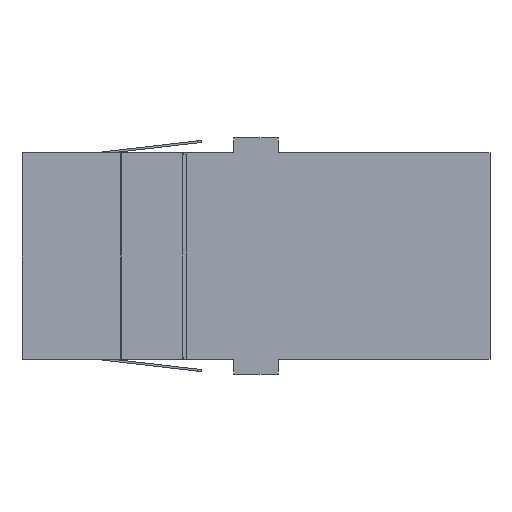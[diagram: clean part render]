
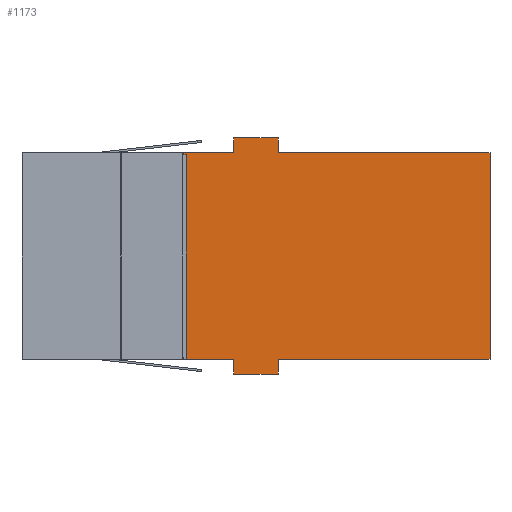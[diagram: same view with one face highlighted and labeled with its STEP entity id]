
A CAD part, front view. The second image highlights one B-rep face of the part: STEP entity #1173.
In plain terms, the highlighted planar face has unit normal (0, -1, 0).
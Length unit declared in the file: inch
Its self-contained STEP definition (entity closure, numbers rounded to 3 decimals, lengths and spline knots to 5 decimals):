
#279 = VERTEX_POINT ( 'NONE', #3510 ) ;
#290 = ORIENTED_EDGE ( 'NONE', *, *, #518, .T. ) ;
#300 = ORIENTED_EDGE ( 'NONE', *, *, #343, .F. ) ;
#328 = EDGE_CURVE ( 'NONE', #279, #1265, #3577, .T. ) ;
#343 = EDGE_CURVE ( 'NONE', #1157, #459, #3610, .T. ) ;
#459 = VERTEX_POINT ( 'NONE', #3788 ) ;
#518 = EDGE_CURVE ( 'NONE', #279, #459, #3878, .T. ) ;
#928 = ORIENTED_EDGE ( 'NONE', *, *, #7908, .F. ) ;
#1130 = ORIENTED_EDGE ( 'NONE', *, *, #1254, .T. ) ;
#1134 = VERTEX_POINT ( 'NONE', #4947 ) ;
#1157 = VERTEX_POINT ( 'NONE', #4950 ) ;
#1160 = EDGE_CURVE ( 'NONE', #7902, #1134, #4995, .T. ) ;
#1164 = EDGE_LOOP ( 'NONE', ( #1188, #1172, #928, #7899, #1291, #1243, #1260, #1279, #1130, #1336, #1301, #1216, #290, #300 ) ) ;
#1172 = ORIENTED_EDGE ( 'NONE', *, *, #1160, .F. ) ;
#1173 = ADVANCED_FACE ( 'NONE', ( #4996 ), #4970, .F. ) ;
#1188 = ORIENTED_EDGE ( 'NONE', *, *, #1190, .T. ) ;
#1190 = EDGE_CURVE ( 'NONE', #1157, #1134, #4976, .T. ) ;
#1212 = VERTEX_POINT ( 'NONE', #5051 ) ;
#1216 = ORIENTED_EDGE ( 'NONE', *, *, #328, .F. ) ;
#1224 = EDGE_CURVE ( 'NONE', #1212, #1284, #5036, .T. ) ;
#1230 = EDGE_CURVE ( 'NONE', #1275, #1212, #5079, .T. ) ;
#1233 = EDGE_CURVE ( 'NONE', #1284, #1274, #5085, .T. ) ;
#1243 = ORIENTED_EDGE ( 'NONE', *, *, #1233, .F. ) ;
#1254 = EDGE_CURVE ( 'NONE', #1275, #1293, #5100, .T. ) ;
#1255 = EDGE_CURVE ( 'NONE', #1277, #7903, #5093, .T. ) ;
#1260 = ORIENTED_EDGE ( 'NONE', *, *, #1224, .F. ) ;
#1265 = VERTEX_POINT ( 'NONE', #5148 ) ;
#1274 = VERTEX_POINT ( 'NONE', #5132 ) ;
#1275 = VERTEX_POINT ( 'NONE', #5131 ) ;
#1277 = VERTEX_POINT ( 'NONE', #5144 ) ;
#1279 = ORIENTED_EDGE ( 'NONE', *, *, #1230, .F. ) ;
#1284 = VERTEX_POINT ( 'NONE', #5145 ) ;
#1289 = EDGE_CURVE ( 'NONE', #1274, #1277, #5179, .T. ) ;
#1291 = ORIENTED_EDGE ( 'NONE', *, *, #1289, .F. ) ;
#1293 = VERTEX_POINT ( 'NONE', #5123 ) ;
#1301 = ORIENTED_EDGE ( 'NONE', *, *, #1302, .F. ) ;
#1302 = EDGE_CURVE ( 'NONE', #1265, #1364, #5173, .T. ) ;
#1336 = ORIENTED_EDGE ( 'NONE', *, *, #1362, .F. ) ;
#1362 = EDGE_CURVE ( 'NONE', #1364, #1293, #5160, .T. ) ;
#1364 = VERTEX_POINT ( 'NONE', #5195 ) ;
#2550 = CARTESIAN_POINT ( 'NONE',  ( -0.0552, -0.18307, -0.254 ) ) ;
#2575 = CARTESIAN_POINT ( 'NONE',  ( -0.1708, -0.18307, -0.254 ) ) ;
#2600 = DIRECTION ( 'NONE',  ( -1., 0., 0. ) ) ;
#2601 = VECTOR ( 'NONE', #2600, 39.37008 ) ;
#2602 = CARTESIAN_POINT ( 'NONE',  ( 0.5748, -0.18307, -0.254 ) ) ;
#2603 = LINE ( 'NONE', #2602, #2601 ) ;
#3510 = CARTESIAN_POINT ( 'NONE',  ( -0.0552, -0.18307, 0.254 ) ) ;
#3547 = DIRECTION ( 'NONE',  ( 0., 0., 1. ) ) ;
#3548 = VECTOR ( 'NONE', #3547, 39.37008 ) ;
#3576 = CARTESIAN_POINT ( 'NONE',  ( -0.0552, -0.18307, 0.254 ) ) ;
#3577 = LINE ( 'NONE', #3576, #3548 ) ;
#3603 = DIRECTION ( 'NONE',  ( 0., 0., 1. ) ) ;
#3604 = VECTOR ( 'NONE', #3603, 39.37008 ) ;
#3609 = CARTESIAN_POINT ( 'NONE',  ( -0.1778, -0.18307, 0.249 ) ) ;
#3610 = LINE ( 'NONE', #3609, #3604 ) ;
#3788 = CARTESIAN_POINT ( 'NONE',  ( -0.1778, -0.18307, 0.254 ) ) ;
#3875 = DIRECTION ( 'NONE',  ( -1., 0., 0. ) ) ;
#3876 = VECTOR ( 'NONE', #3875, 39.37008 ) ;
#3877 = CARTESIAN_POINT ( 'NONE',  ( 0.5748, -0.18307, 0.254 ) ) ;
#3878 = LINE ( 'NONE', #3877, #3876 ) ;
#4947 = CARTESIAN_POINT ( 'NONE',  ( -0.1708, -0.18307, 0.249 ) ) ;
#4950 = CARTESIAN_POINT ( 'NONE',  ( -0.1778, -0.18307, 0.249 ) ) ;
#4970 = PLANE ( 'NONE',  #4984 ) ;
#4972 = DIRECTION ( 'NONE',  ( 0., 1., 0. ) ) ;
#4973 = CARTESIAN_POINT ( 'NONE',  ( 0.5748, -0.18307, 0.254 ) ) ;
#4975 = CARTESIAN_POINT ( 'NONE',  ( -0.3328, -0.18307, 0.249 ) ) ;
#4976 = LINE ( 'NONE', #4975, #5028 ) ;
#4984 = AXIS2_PLACEMENT_3D ( 'NONE', #4973, #4972, #5030 ) ;
#4992 = DIRECTION ( 'NONE',  ( 0., 0., 1. ) ) ;
#4993 = VECTOR ( 'NONE', #4992, 39.37008 ) ;
#4994 = CARTESIAN_POINT ( 'NONE',  ( -0.1708, -0.18307, -0.29 ) ) ;
#4995 = LINE ( 'NONE', #4994, #4993 ) ;
#4996 = FACE_OUTER_BOUND ( 'NONE', #1164, .T. ) ;
#5027 = DIRECTION ( 'NONE',  ( 1., 0., 0. ) ) ;
#5028 = VECTOR ( 'NONE', #5027, 39.37008 ) ;
#5030 = DIRECTION ( 'NONE',  ( 0., 0., 1. ) ) ;
#5032 = DIRECTION ( 'NONE',  ( -1., 0., 0. ) ) ;
#5033 = VECTOR ( 'NONE', #5032, 39.37008 ) ;
#5034 = CARTESIAN_POINT ( 'NONE',  ( 0.5748, -0.18307, -0.254 ) ) ;
#5036 = LINE ( 'NONE', #5034, #5033 ) ;
#5037 = VECTOR ( 'NONE', #5069, 39.37008 ) ;
#5038 = CARTESIAN_POINT ( 'NONE',  ( 0.0548, -0.18307, -0.254 ) ) ;
#5051 = CARTESIAN_POINT ( 'NONE',  ( 0.5748, -0.18307, -0.254 ) ) ;
#5069 = DIRECTION ( 'NONE',  ( 0., 0., -1. ) ) ;
#5072 = DIRECTION ( 'NONE',  ( 0., 0., -1. ) ) ;
#5073 = VECTOR ( 'NONE', #5072, 39.37008 ) ;
#5078 = CARTESIAN_POINT ( 'NONE',  ( 0.5748, -0.18307, 0.254 ) ) ;
#5079 = LINE ( 'NONE', #5078, #5073 ) ;
#5085 = LINE ( 'NONE', #5038, #5037 ) ;
#5089 = DIRECTION ( 'NONE',  ( 0., 0., 1. ) ) ;
#5090 = VECTOR ( 'NONE', #5089, 39.37008 ) ;
#5091 = CARTESIAN_POINT ( 'NONE',  ( -0.0552, -0.18307, -0.254 ) ) ;
#5093 = LINE ( 'NONE', #5091, #5090 ) ;
#5094 = DIRECTION ( 'NONE',  ( -1., 0., 0. ) ) ;
#5100 = LINE ( 'NONE', #5122, #5102 ) ;
#5102 = VECTOR ( 'NONE', #5094, 39.37008 ) ;
#5122 = CARTESIAN_POINT ( 'NONE',  ( 0.5748, -0.18307, 0.254 ) ) ;
#5123 = CARTESIAN_POINT ( 'NONE',  ( 0.0548, -0.18307, 0.254 ) ) ;
#5131 = CARTESIAN_POINT ( 'NONE',  ( 0.5748, -0.18307, 0.254 ) ) ;
#5132 = CARTESIAN_POINT ( 'NONE',  ( 0.0548, -0.18307, -0.29 ) ) ;
#5144 = CARTESIAN_POINT ( 'NONE',  ( -0.0552, -0.18307, -0.29 ) ) ;
#5145 = CARTESIAN_POINT ( 'NONE',  ( 0.0548, -0.18307, -0.254 ) ) ;
#5148 = CARTESIAN_POINT ( 'NONE',  ( -0.0552, -0.18307, 0.29 ) ) ;
#5159 = CARTESIAN_POINT ( 'NONE',  ( 0.0548, -0.18307, 0.254 ) ) ;
#5160 = LINE ( 'NONE', #5159, #5189 ) ;
#5166 = DIRECTION ( 'NONE',  ( 1., 0., 0. ) ) ;
#5167 = VECTOR ( 'NONE', #5166, 39.37008 ) ;
#5172 = CARTESIAN_POINT ( 'NONE',  ( -0.0552, -0.18307, 0.29 ) ) ;
#5173 = LINE ( 'NONE', #5172, #5167 ) ;
#5176 = DIRECTION ( 'NONE',  ( -1., 0., 0. ) ) ;
#5177 = VECTOR ( 'NONE', #5176, 39.37008 ) ;
#5178 = CARTESIAN_POINT ( 'NONE',  ( -0.0552, -0.18307, -0.29 ) ) ;
#5179 = LINE ( 'NONE', #5178, #5177 ) ;
#5188 = DIRECTION ( 'NONE',  ( 0., 0., -1. ) ) ;
#5189 = VECTOR ( 'NONE', #5188, 39.37008 ) ;
#5195 = CARTESIAN_POINT ( 'NONE',  ( 0.0548, -0.18307, 0.29 ) ) ;
#7899 = ORIENTED_EDGE ( 'NONE', *, *, #1255, .F. ) ;
#7902 = VERTEX_POINT ( 'NONE', #2575 ) ;
#7903 = VERTEX_POINT ( 'NONE', #2550 ) ;
#7908 = EDGE_CURVE ( 'NONE', #7903, #7902, #2603, .T. ) ;
